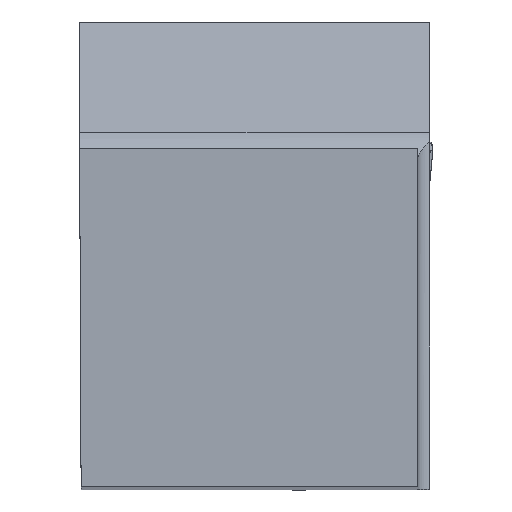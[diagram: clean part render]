
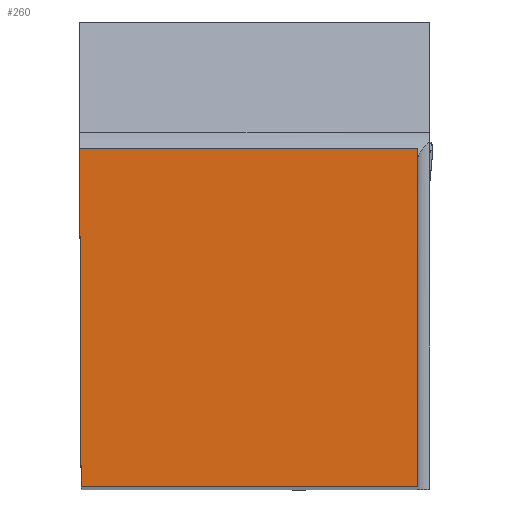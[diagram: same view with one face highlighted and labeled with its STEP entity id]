
A CAD part, top view. The second image highlights one B-rep face of the part: STEP entity #260.
In plain terms, the highlighted planar face has unit normal (0, 0, 1).
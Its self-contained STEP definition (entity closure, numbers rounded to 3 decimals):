
#260=ADVANCED_FACE('CU_BACK_SU1',(#425),#363,.F.);
#363=PLANE('',#2139);
#425=FACE_OUTER_BOUND('',#536,.T.);
#536=EDGE_LOOP('',(#844,#845,#846,#847));
#844=ORIENTED_EDGE('',*,*,#1544,.T.);
#845=ORIENTED_EDGE('',*,*,#1546,.F.);
#846=ORIENTED_EDGE('',*,*,#1506,.T.);
#847=ORIENTED_EDGE('',*,*,#1493,.T.);
#1303=VERTEX_POINT('',#2831);
#1305=VERTEX_POINT('',#2834);
#1315=VERTEX_POINT('',#2868);
#1333=VERTEX_POINT('',#2950);
#1493=EDGE_CURVE('',#1305,#1303,#1767,.T.);
#1506=EDGE_CURVE('',#1315,#1305,#1776,.T.);
#1544=EDGE_CURVE('',#1303,#1333,#1804,.T.);
#1546=EDGE_CURVE('',#1315,#1333,#1806,.T.);
#1767=LINE('',#2833,#1920);
#1776=LINE('',#2867,#1929);
#1804=LINE('',#2951,#1957);
#1806=LINE('',#2954,#1959);
#1920=VECTOR('',#2319,1.);
#1929=VECTOR('',#2338,1.);
#1957=VECTOR('',#2418,1.);
#1959=VECTOR('',#2422,1.);
#2139=AXIS2_PLACEMENT_3D('',#2955,#2423,#2424);
#2319=DIRECTION('',(0.004,-1.,0.));
#2338=DIRECTION('',(-1.,0.,0.));
#2418=DIRECTION('',(1.,0.,0.));
#2422=DIRECTION('',(0.,-1.,0.));
#2423=DIRECTION('',(0.,0.,-1.));
#2424=DIRECTION('',(0.,-1.,0.));
#2831=CARTESIAN_POINT('',(0.109,0.,0.));
#2833=CARTESIAN_POINT('',(-0.088,44.976,0.));
#2834=CARTESIAN_POINT('',(0.,24.875,0.));
#2867=CARTESIAN_POINT('',(-23.244,24.875,0.));
#2868=CARTESIAN_POINT('',(24.875,24.875,0.));
#2950=CARTESIAN_POINT('',(24.875,0.,0.));
#2951=CARTESIAN_POINT('',(-23.244,0.,0.));
#2954=CARTESIAN_POINT('',(24.875,44.875,0.));
#2955=CARTESIAN_POINT('',(-23.244,44.875,0.));
